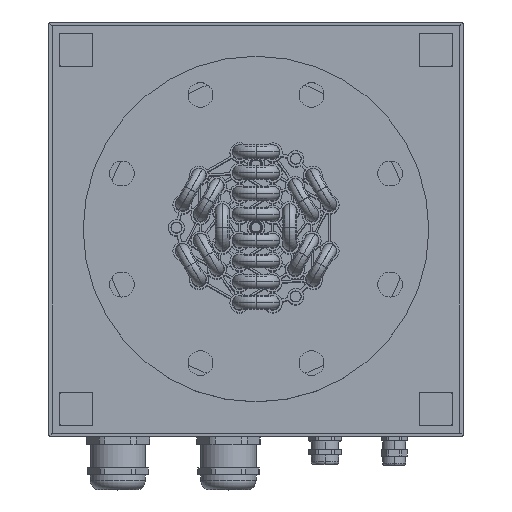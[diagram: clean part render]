
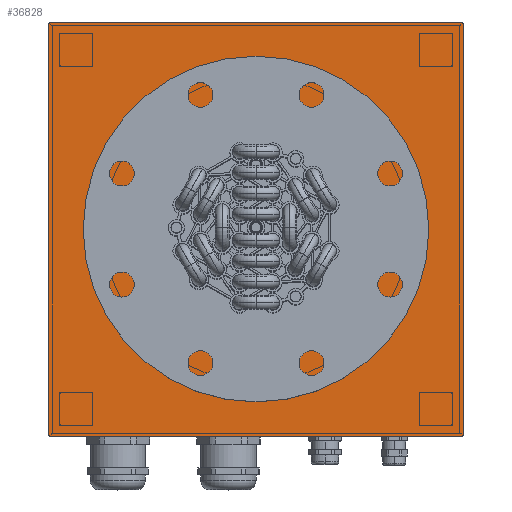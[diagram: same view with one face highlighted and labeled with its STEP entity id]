
A CAD part, top view. The second image highlights one B-rep face of the part: STEP entity #36828.
In plain terms, the highlighted face is planar.
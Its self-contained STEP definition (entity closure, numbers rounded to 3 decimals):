
#133 = VERTEX_POINT ( 'NONE', #5615 ) ;
#183 = PLANE ( 'NONE',  #59673 ) ;
#577 = VERTEX_POINT ( 'NONE', #4345 ) ;
#1037 = ORIENTED_EDGE ( 'NONE', *, *, #3216, .F. ) ;
#2006 = LINE ( 'NONE', #7790, #7588 ) ;
#2169 = DIRECTION ( 'NONE',  ( 0., 0., 1. ) ) ;
#3025 = CARTESIAN_POINT ( 'NONE',  ( 148., -150., -4. ) ) ;
#3216 = EDGE_CURVE ( 'NONE', #577, #28361, #50182, .T. ) ;
#3319 = CARTESIAN_POINT ( 'NONE',  ( -70.85, 0., -4. ) ) ;
#4307 = DIRECTION ( 'NONE',  ( 0., 0., 1. ) ) ;
#4345 = CARTESIAN_POINT ( 'NONE',  ( -150., 148., -4. ) ) ;
#4824 = DIRECTION ( 'NONE',  ( 1., 0., 0. ) ) ;
#5127 = DIRECTION ( 'NONE',  ( 0., 0., 1. ) ) ;
#5615 = CARTESIAN_POINT ( 'NONE',  ( 150., -148., -4. ) ) ;
#5748 = EDGE_LOOP ( 'NONE', ( #11660, #24385, #32967, #25486, #30790, #1037, #26826, #41995 ) ) ;
#7290 = EDGE_LOOP ( 'NONE', ( #51052, #14046 ) ) ;
#7588 = VECTOR ( 'NONE', #20912, 1000. ) ;
#7790 = CARTESIAN_POINT ( 'NONE',  ( -148., 150., -4. ) ) ;
#10287 = CARTESIAN_POINT ( 'NONE',  ( -148., -148., -4. ) ) ;
#10393 = CARTESIAN_POINT ( 'NONE',  ( 148., 150., -4. ) ) ;
#10478 = VERTEX_POINT ( 'NONE', #14119 ) ;
#10913 = CARTESIAN_POINT ( 'NONE',  ( -150., -148., -4. ) ) ;
#11660 = ORIENTED_EDGE ( 'NONE', *, *, #26474, .F. ) ;
#12206 = VERTEX_POINT ( 'NONE', #10393 ) ;
#13580 = AXIS2_PLACEMENT_3D ( 'NONE', #28344, #5127, #4824 ) ;
#13837 = CARTESIAN_POINT ( 'NONE',  ( 150., 148., -4. ) ) ;
#14046 = ORIENTED_EDGE ( 'NONE', *, *, #51375, .T. ) ;
#14119 = CARTESIAN_POINT ( 'NONE',  ( 150., 148., -4. ) ) ;
#14138 = CIRCLE ( 'NONE', #48285, 70.85 ) ;
#17546 = AXIS2_PLACEMENT_3D ( 'NONE', #25371, #2169, #30286 ) ;
#17944 = VERTEX_POINT ( 'NONE', #3319 ) ;
#18788 = DIRECTION ( 'NONE',  ( 0., 0., -1. ) ) ;
#19400 = CIRCLE ( 'NONE', #13580, 2. ) ;
#19950 = DIRECTION ( 'NONE',  ( 0., 0., 1. ) ) ;
#20912 = DIRECTION ( 'NONE',  ( -1., 0., 0. ) ) ;
#22791 = EDGE_CURVE ( 'NONE', #12206, #50477, #2006, .T. ) ;
#23005 = LINE ( 'NONE', #13837, #59324 ) ;
#23088 = FACE_BOUND ( 'NONE', #7290, .T. ) ;
#23306 = DIRECTION ( 'NONE',  ( 0., 1., 0. ) ) ;
#24385 = ORIENTED_EDGE ( 'NONE', *, *, #54224, .F. ) ;
#25371 = CARTESIAN_POINT ( 'NONE',  ( 0., 0., -4. ) ) ;
#25486 = ORIENTED_EDGE ( 'NONE', *, *, #54572, .F. ) ;
#26474 = EDGE_CURVE ( 'NONE', #10478, #12206, #57592, .T. ) ;
#26826 = ORIENTED_EDGE ( 'NONE', *, *, #28279, .F. ) ;
#27357 = DIRECTION ( 'NONE',  ( -1., 0., 0. ) ) ;
#28275 = CARTESIAN_POINT ( 'NONE',  ( 148., 148., -4. ) ) ;
#28279 = EDGE_CURVE ( 'NONE', #50477, #577, #19400, .T. ) ;
#28344 = CARTESIAN_POINT ( 'NONE',  ( -148., 148., -4. ) ) ;
#28361 = VERTEX_POINT ( 'NONE', #10913 ) ;
#30286 = DIRECTION ( 'NONE',  ( 1., 0., 0. ) ) ;
#30353 = CARTESIAN_POINT ( 'NONE',  ( -148., 150., -4. ) ) ;
#30790 = ORIENTED_EDGE ( 'NONE', *, *, #40974, .F. ) ;
#32139 = CARTESIAN_POINT ( 'NONE',  ( 70.85, 0., -4. ) ) ;
#32443 = DIRECTION ( 'NONE',  ( 0., 0., 1. ) ) ;
#32967 = ORIENTED_EDGE ( 'NONE', *, *, #47968, .F. ) ;
#33483 = VERTEX_POINT ( 'NONE', #3025 ) ;
#33678 = CIRCLE ( 'NONE', #58993, 2. ) ;
#36828 = ADVANCED_FACE ( 'NONE', ( #23088, #46238 ), #183, .T. ) ;
#37692 = DIRECTION ( 'NONE',  ( 1., 0., 0. ) ) ;
#39080 = AXIS2_PLACEMENT_3D ( 'NONE', #59273, #32443, #50122 ) ;
#39865 = VERTEX_POINT ( 'NONE', #32139 ) ;
#40974 = EDGE_CURVE ( 'NONE', #28361, #50400, #33678, .T. ) ;
#41236 = DIRECTION ( 'NONE',  ( 1., 0., 0. ) ) ;
#41995 = ORIENTED_EDGE ( 'NONE', *, *, #22791, .F. ) ;
#42136 = CARTESIAN_POINT ( 'NONE',  ( -148., -150., -4. ) ) ;
#42526 = CARTESIAN_POINT ( 'NONE',  ( -150., 148., -4. ) ) ;
#46238 = FACE_OUTER_BOUND ( 'NONE', #5748, .T. ) ;
#47314 = LINE ( 'NONE', #42136, #60368 ) ;
#47968 = EDGE_CURVE ( 'NONE', #33483, #133, #48002, .T. ) ;
#48002 = CIRCLE ( 'NONE', #59700, 2. ) ;
#48285 = AXIS2_PLACEMENT_3D ( 'NONE', #56602, #19950, #37692 ) ;
#50122 = DIRECTION ( 'NONE',  ( -1., 0., 0. ) ) ;
#50182 = LINE ( 'NONE', #42526, #51806 ) ;
#50400 = VERTEX_POINT ( 'NONE', #57190 ) ;
#50477 = VERTEX_POINT ( 'NONE', #30353 ) ;
#51052 = ORIENTED_EDGE ( 'NONE', *, *, #60316, .T. ) ;
#51375 = EDGE_CURVE ( 'NONE', #17944, #39865, #14138, .T. ) ;
#51806 = VECTOR ( 'NONE', #52607, 1000. ) ;
#52099 = DIRECTION ( 'NONE',  ( 1., 0., 0. ) ) ;
#52213 = DIRECTION ( 'NONE',  ( 1., 0., 0. ) ) ;
#52607 = DIRECTION ( 'NONE',  ( 0., -1., 0. ) ) ;
#54224 = EDGE_CURVE ( 'NONE', #133, #10478, #23005, .T. ) ;
#54572 = EDGE_CURVE ( 'NONE', #50400, #33483, #47314, .T. ) ;
#55894 = CARTESIAN_POINT ( 'NONE',  ( 148., -148., -4. ) ) ;
#56557 = CIRCLE ( 'NONE', #17546, 70.85 ) ;
#56602 = CARTESIAN_POINT ( 'NONE',  ( 0., 0., -4. ) ) ;
#57190 = CARTESIAN_POINT ( 'NONE',  ( -148., -150., -4. ) ) ;
#57274 = DIRECTION ( 'NONE',  ( 0., 0., 1. ) ) ;
#57592 = CIRCLE ( 'NONE', #39080, 2. ) ;
#58993 = AXIS2_PLACEMENT_3D ( 'NONE', #10287, #57274, #52099 ) ;
#59273 = CARTESIAN_POINT ( 'NONE',  ( 148., 148., -4. ) ) ;
#59324 = VECTOR ( 'NONE', #23306, 1000. ) ;
#59673 = AXIS2_PLACEMENT_3D ( 'NONE', #28275, #18788, #27357 ) ;
#59700 = AXIS2_PLACEMENT_3D ( 'NONE', #55894, #4307, #41236 ) ;
#60316 = EDGE_CURVE ( 'NONE', #39865, #17944, #56557, .T. ) ;
#60368 = VECTOR ( 'NONE', #52213, 1000. ) ;
